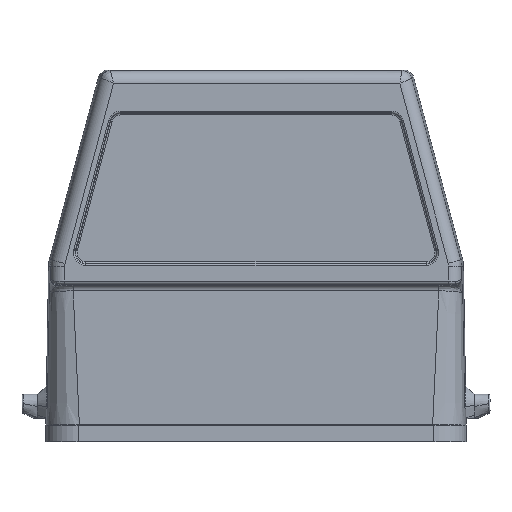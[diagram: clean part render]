
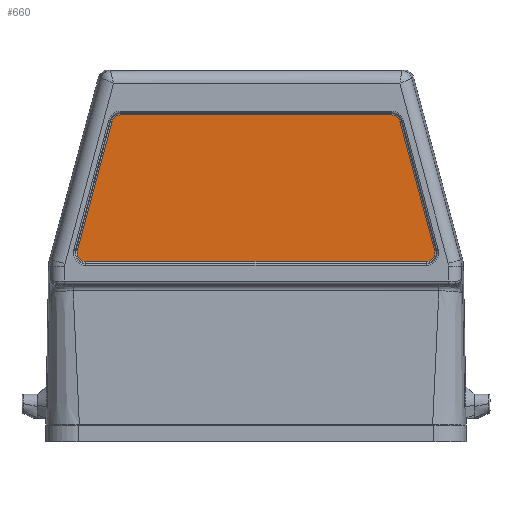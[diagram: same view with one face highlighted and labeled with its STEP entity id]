
A CAD part, left-side view. The second image highlights one B-rep face of the part: STEP entity #660.
In plain terms, the highlighted planar face has unit normal (-1, 0, 0).
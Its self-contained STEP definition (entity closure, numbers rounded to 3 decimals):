
#294=CIRCLE('',#5559,1.639);
#297=CIRCLE('',#5564,1.639);
#300=CIRCLE('',#5569,1.639);
#303=CIRCLE('',#5574,1.639);
#660=ADVANCED_FACE('',(#1070),#829,.F.);
#829=PLANE('',#5578);
#1070=FACE_OUTER_BOUND('',#1385,.T.);
#1385=EDGE_LOOP('',(#2866,#2867,#2868,#2869,#2870,#2871,#2872,#2873));
#2866=ORIENTED_EDGE('',*,*,#4488,.T.);
#2867=ORIENTED_EDGE('',*,*,#4486,.T.);
#2868=ORIENTED_EDGE('',*,*,#4484,.T.);
#2869=ORIENTED_EDGE('',*,*,#4482,.F.);
#2870=ORIENTED_EDGE('',*,*,#4480,.T.);
#2871=ORIENTED_EDGE('',*,*,#4478,.T.);
#2872=ORIENTED_EDGE('',*,*,#4476,.T.);
#2873=ORIENTED_EDGE('',*,*,#4490,.F.);
#3797=VERTEX_POINT('',#12855);
#3798=VERTEX_POINT('',#12857);
#3799=VERTEX_POINT('',#12861);
#3800=VERTEX_POINT('',#12865);
#3801=VERTEX_POINT('',#12869);
#3802=VERTEX_POINT('',#12873);
#3803=VERTEX_POINT('',#12877);
#3804=VERTEX_POINT('',#12881);
#4476=EDGE_CURVE('',#3798,#3797,#294,.T.);
#4478=EDGE_CURVE('',#3799,#3798,#4921,.T.);
#4480=EDGE_CURVE('',#3800,#3799,#297,.T.);
#4482=EDGE_CURVE('',#3800,#3801,#4922,.T.);
#4484=EDGE_CURVE('',#3802,#3801,#300,.T.);
#4486=EDGE_CURVE('',#3803,#3802,#4923,.T.);
#4488=EDGE_CURVE('',#3804,#3803,#303,.T.);
#4490=EDGE_CURVE('',#3804,#3797,#4924,.T.);
#4921=LINE('',#12860,#5225);
#4922=LINE('',#12868,#5226);
#4923=LINE('',#12876,#5227);
#4924=LINE('',#12884,#5228);
#5225=VECTOR('',#6491,1.);
#5226=VECTOR('',#6502,1.);
#5227=VECTOR('',#6513,1.);
#5228=VECTOR('',#6524,1.);
#5559=AXIS2_PLACEMENT_3D('',#12856,#6485,#6486);
#5564=AXIS2_PLACEMENT_3D('',#12864,#6496,#6497);
#5569=AXIS2_PLACEMENT_3D('',#12872,#6507,#6508);
#5574=AXIS2_PLACEMENT_3D('',#12880,#6518,#6519);
#5578=AXIS2_PLACEMENT_3D('',#12886,#6527,#6528);
#6485=DIRECTION('',(-1.,0.,0.));
#6486=DIRECTION('',(0.,0.966,0.26));
#6491=DIRECTION('',(0.,0.26,-0.966));
#6496=DIRECTION('',(-1.,0.,0.));
#6497=DIRECTION('',(0.,0.,1.));
#6502=DIRECTION('',(0.,-1.,0.));
#6507=DIRECTION('',(-1.,0.,0.));
#6508=DIRECTION('',(0.,-0.966,0.26));
#6513=DIRECTION('',(0.,0.26,0.966));
#6518=DIRECTION('',(-1.,0.,0.));
#6519=DIRECTION('',(0.,0.,-1.));
#6524=DIRECTION('',(0.,1.,0.));
#6527=DIRECTION('',(1.,0.,0.));
#6528=DIRECTION('',(0.,0.,-1.));
#12855=CARTESIAN_POINT('',(-17.1,32.24,34.131));
#12856=CARTESIAN_POINT('',(-17.1,32.24,35.77));
#12857=CARTESIAN_POINT('',(-17.1,33.823,36.196));
#12860=CARTESIAN_POINT('',(-17.1,27.235,60.696));
#12861=CARTESIAN_POINT('',(-17.1,27.235,60.696));
#12864=CARTESIAN_POINT('',(-17.1,25.652,60.27));
#12865=CARTESIAN_POINT('',(-17.1,25.652,61.909));
#12868=CARTESIAN_POINT('',(-17.1,25.652,61.909));
#12869=CARTESIAN_POINT('',(-17.1,-25.652,61.909));
#12872=CARTESIAN_POINT('',(-17.1,-25.652,60.27));
#12873=CARTESIAN_POINT('',(-17.1,-27.235,60.696));
#12876=CARTESIAN_POINT('',(-17.1,-33.823,36.196));
#12877=CARTESIAN_POINT('',(-17.1,-33.823,36.196));
#12880=CARTESIAN_POINT('',(-17.1,-32.24,35.77));
#12881=CARTESIAN_POINT('',(-17.1,-32.24,34.131));
#12884=CARTESIAN_POINT('',(-17.1,-32.24,34.131));
#12886=CARTESIAN_POINT('',(-17.1,39.899,70.798));
